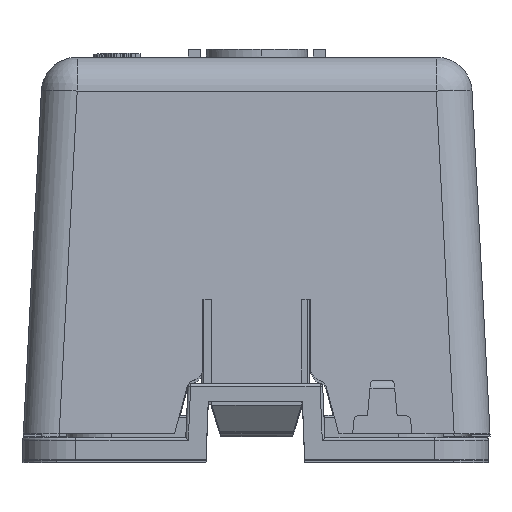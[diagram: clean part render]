
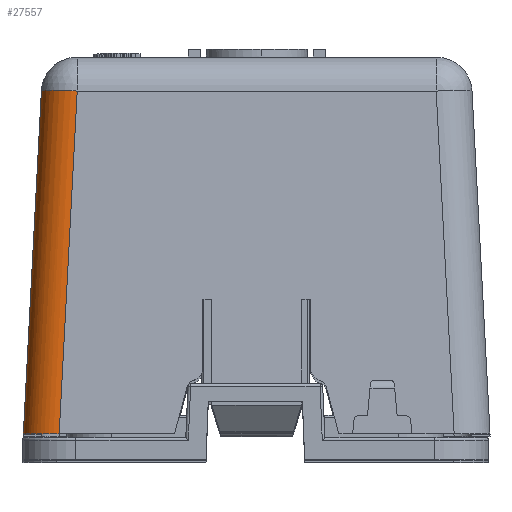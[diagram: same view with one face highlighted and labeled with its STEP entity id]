
A CAD part, top view. The second image highlights one B-rep face of the part: STEP entity #27557.
In plain terms, the highlighted cylindrical face has radius 4 mm (diameter 8 mm), a partial arc.
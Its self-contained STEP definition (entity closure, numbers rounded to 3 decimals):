
#4376=DIRECTION('',(0.052,-0.052,-0.997));
#4377=VECTOR('',#4376,38.314);
#4378=CARTESIAN_POINT('',(87.998,-20.003,
-3.791));
#4379=LINE('',#4378,#4377);
#5976=CARTESIAN_POINT('',(84.003,-20.003,-4.));
#5977=DIRECTION('',(-0.052,0.052,0.997));
#5978=DIRECTION('',(0.,-0.999,0.052));
#5979=AXIS2_PLACEMENT_3D('',#5976,#5977,#5978);
#5991=CARTESIAN_POINT('',(90.,-22.005,-42.));
#5992=CARTESIAN_POINT('',(90.,-22.089,-42.));
#5993=CARTESIAN_POINT('',(89.995,-22.25,-42.));
#5994=CARTESIAN_POINT('',(89.974,-22.479,-42.));
#5995=CARTESIAN_POINT('',(89.942,-22.696,-42.));
#5996=CARTESIAN_POINT('',(89.9,-22.904,-42.));
#5997=CARTESIAN_POINT('',(89.849,-23.102,-42.));
#5998=CARTESIAN_POINT('',(89.789,-23.293,-42.));
#5999=CARTESIAN_POINT('',(89.722,-23.475,-42.));
#6000=CARTESIAN_POINT('',(89.623,-23.709,-42.));
#6001=CARTESIAN_POINT('',(89.483,-23.985,-42.));
#6002=CARTESIAN_POINT('',(89.289,-24.291,-42.));
#6003=CARTESIAN_POINT('',(89.073,-24.574,-42.));
#6004=CARTESIAN_POINT('',(88.834,-24.834,-42.));
#6005=CARTESIAN_POINT('',(88.574,-25.073,-42.));
#6006=CARTESIAN_POINT('',(88.291,-25.289,-42.));
#6007=CARTESIAN_POINT('',(87.985,-25.483,-42.));
#6008=CARTESIAN_POINT('',(87.709,-25.623,-42.));
#6009=CARTESIAN_POINT('',(87.475,-25.722,-42.));
#6010=CARTESIAN_POINT('',(87.293,-25.789,-42.));
#6011=CARTESIAN_POINT('',(87.102,-25.849,-42.));
#6012=CARTESIAN_POINT('',(86.904,-25.9,-42.));
#6013=CARTESIAN_POINT('',(86.696,-25.942,-42.));
#6014=CARTESIAN_POINT('',(86.479,-25.974,-42.));
#6015=CARTESIAN_POINT('',(86.25,-25.995,-42.));
#6016=CARTESIAN_POINT('',(86.089,-26.,-42.));
#6017=CARTESIAN_POINT('',(86.005,-26.,-42.));
#6197=DIRECTION('',(-0.052,0.052,0.997));
#6198=VECTOR('',#6197,38.314);
#6199=CARTESIAN_POINT('',(86.005,-26.,-42.));
#6200=LINE('',#6199,#6198);
#23399=CARTESIAN_POINT('',(87.998,-20.003,
-3.791));
#23400=VERTEX_POINT('',#23399);
#23419=CARTESIAN_POINT('',(84.003,-23.998,
-3.791));
#23420=VERTEX_POINT('',#23419);
#25766=CARTESIAN_POINT('',(86.005,-26.,-42.));
#25767=VERTEX_POINT('',#25766);
#25768=VERTEX_POINT('',#5991);
#27544=CARTESIAN_POINT('',(83.793,-19.793,0.));
#27545=DIRECTION('',(0.052,-0.052,-0.997));
#27546=DIRECTION('',(0.999,0.,0.052));
#27547=AXIS2_PLACEMENT_3D('',#27544,#27545,#27546);
#27548=CYLINDRICAL_SURFACE('',#27547,4.);
#27549=ORIENTED_EDGE('',*,*,#27536,.T.);
#27550=ORIENTED_EDGE('',*,*,#26457,.T.);
#27552=ORIENTED_EDGE('',*,*,#27551,.T.);
#27554=ORIENTED_EDGE('',*,*,#27553,.T.);
#27555=EDGE_LOOP('',(#27549,#27550,#27552,#27554));
#27556=FACE_OUTER_BOUND('',#27555,.F.);
#27557=ADVANCED_FACE('',(#27556),#27548,.T.);
#5980=CIRCLE('',#5979,4.);
#6018=B_SPLINE_CURVE_WITH_KNOTS('',3,(#5991,#5992,#5993,#5994,#5995,#5996,#5997,
#5998,#5999,#6000,#6001,#6002,#6003,#6004,#6005,#6006,#6007,#6008,#6009,#6010,
#6011,#6012,#6013,#6014,#6015,#6016,#6017),.UNSPECIFIED.,.F.,.F.,(4,1,1,1,1,1,1,
1,1,1,1,1,1,1,1,1,1,1,1,1,1,1,1,1,4),(0.,0.031,0.063,0.094,0.125,
0.156,0.188,0.219,0.25,0.313,0.375,0.438,0.5,0.563,
0.625,0.688,0.75,0.781,0.813,0.844,0.875,0.906,0.938,
0.969,1.),.UNSPECIFIED.);
#26457=EDGE_CURVE('',#23400,#25768,#4379,.T.);
#27536=EDGE_CURVE('',#23420,#23400,#5980,.T.);
#27551=EDGE_CURVE('',#25768,#25767,#6018,.T.);
#27553=EDGE_CURVE('',#25767,#23420,#6200,.T.);
